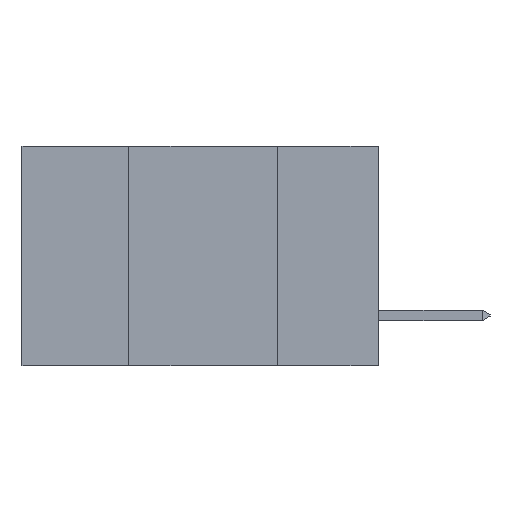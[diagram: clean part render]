
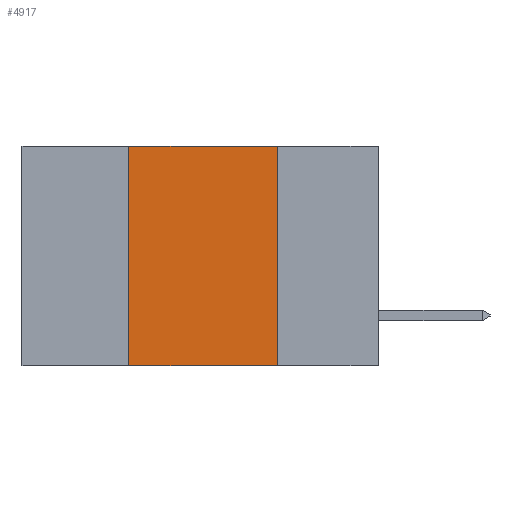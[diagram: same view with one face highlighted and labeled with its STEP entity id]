
A CAD part, left-side view. The second image highlights one B-rep face of the part: STEP entity #4917.
In plain terms, the highlighted planar face has unit normal (-1, 0, 0).
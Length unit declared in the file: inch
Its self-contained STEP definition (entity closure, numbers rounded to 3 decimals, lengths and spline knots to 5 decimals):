
#405 = VECTOR ( 'NONE', #9491, 39.37008 ) ;
#1263 = CARTESIAN_POINT ( 'NONE',  ( 0., 0.6, 0. ) ) ;
#1278 = PLANE ( 'NONE',  #6834 ) ;
#2101 = ORIENTED_EDGE ( 'NONE', *, *, #5852, .F. ) ;
#2218 = CARTESIAN_POINT ( 'NONE',  ( 0., 0.6, -0.37 ) ) ;
#2269 = VERTEX_POINT ( 'NONE', #10632 ) ;
#2431 = EDGE_CURVE ( 'NONE', #11674, #9590, #7852, .T. ) ;
#2440 = VECTOR ( 'NONE', #4202, 39.37008 ) ;
#2514 = EDGE_CURVE ( 'NONE', #10954, #11674, #11742, .T. ) ;
#2945 = LINE ( 'NONE', #9885, #405 ) ;
#3065 = ORIENTED_EDGE ( 'NONE', *, *, #2431, .F. ) ;
#3571 = VECTOR ( 'NONE', #4103, 39.37008 ) ;
#4103 = DIRECTION ( 'NONE',  ( 0., -1., 0. ) ) ;
#4202 = DIRECTION ( 'NONE',  ( 0., 0., -1. ) ) ;
#4460 = CARTESIAN_POINT ( 'NONE',  ( 0., 0.17, 0. ) ) ;
#4570 = CARTESIAN_POINT ( 'NONE',  ( 0., 0.42, 0. ) ) ;
#4778 = CARTESIAN_POINT ( 'NONE',  ( 0., 0.17, 0. ) ) ;
#4917 = ADVANCED_FACE ( 'NONE', ( #6689 ), #1278, .F. ) ;
#4985 = DIRECTION ( 'NONE',  ( 0., -1., 0. ) ) ;
#5852 = EDGE_CURVE ( 'NONE', #2269, #10954, #2945, .T. ) ;
#6616 = VECTOR ( 'NONE', #4985, 39.37008 ) ;
#6689 = FACE_OUTER_BOUND ( 'NONE', #10223, .T. ) ;
#6701 = LINE ( 'NONE', #2218, #3571 ) ;
#6834 = AXIS2_PLACEMENT_3D ( 'NONE', #1263, #8706, #8679 ) ;
#7164 = ORIENTED_EDGE ( 'NONE', *, *, #10639, .T. ) ;
#7852 = LINE ( 'NONE', #4460, #2440 ) ;
#8679 = DIRECTION ( 'NONE',  ( 0., 0., -1. ) ) ;
#8706 = DIRECTION ( 'NONE',  ( 1., 0., 0. ) ) ;
#8783 = ORIENTED_EDGE ( 'NONE', *, *, #2514, .F. ) ;
#9140 = CARTESIAN_POINT ( 'NONE',  ( 0., 0.17, -0.37 ) ) ;
#9491 = DIRECTION ( 'NONE',  ( 0., 0., 1. ) ) ;
#9590 = VERTEX_POINT ( 'NONE', #9140 ) ;
#9885 = CARTESIAN_POINT ( 'NONE',  ( 0., 0.42, 0. ) ) ;
#10223 = EDGE_LOOP ( 'NONE', ( #3065, #8783, #2101, #7164 ) ) ;
#10632 = CARTESIAN_POINT ( 'NONE',  ( 0., 0.42, -0.37 ) ) ;
#10639 = EDGE_CURVE ( 'NONE', #2269, #9590, #6701, .T. ) ;
#10954 = VERTEX_POINT ( 'NONE', #4570 ) ;
#11086 = CARTESIAN_POINT ( 'NONE',  ( 0., 0.6, 0. ) ) ;
#11674 = VERTEX_POINT ( 'NONE', #4778 ) ;
#11742 = LINE ( 'NONE', #11086, #6616 ) ;
